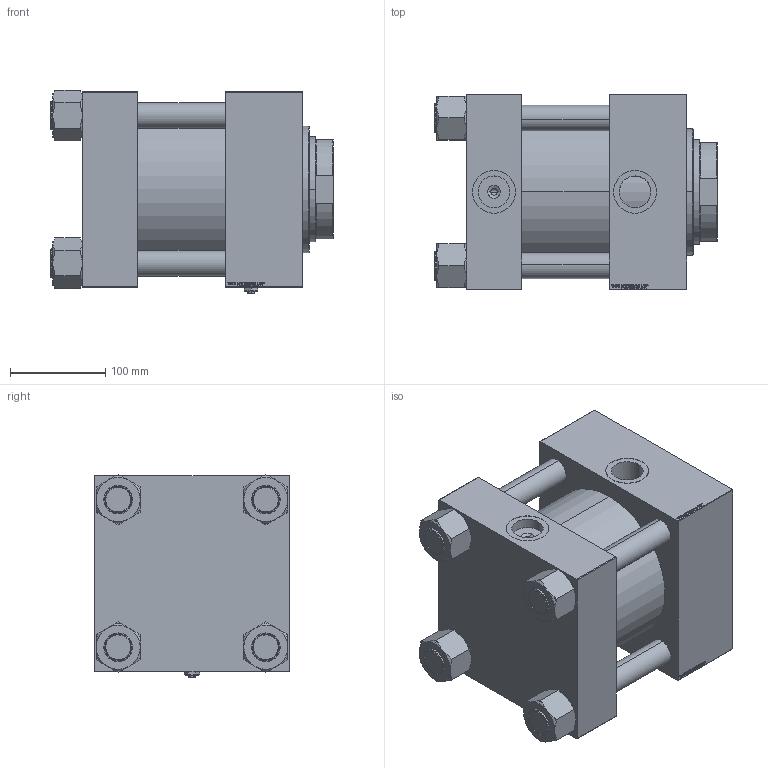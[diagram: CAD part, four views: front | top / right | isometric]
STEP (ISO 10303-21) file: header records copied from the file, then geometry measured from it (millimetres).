
FILE_DESCRIPTION (( 'STEP AP203' ), '1' );
FILE_NAME ('0b25.STEP', '2022-04-14T16:14:48', ( '' ), ( '' ), 'SwSTEP 2.0', 'SolidWorks 2019', '' );
FILE_SCHEMA (( 'CONFIG_CONTROL_DESIGN' ));
Length unit declared in the file: millimetre
Products named in the file (7): 0b25; V215CR_C_Body 8caf713c3a1be3af09a8136fab67c933; V215CR_VCP_C 8caf713c3a1be3af09a8136fab67c933; V215CR_C_TYCINKA 8caf713c3a1be3af09a8136fab67c933; NUT_M5_C 8caf713c3a1be3af09a8136fab67c933; Zatka_pro_OIL_PORT 8caf713c3a1be3af09a8136fab67c933; V215_VC_A 8caf713c3a1be3af09a8136fab67c933
Assembly tree (12 placements, depth 2):
  0b25
    V215CR_C_Body 8caf713c3a1be3af09a8136fab67c933
    V215CR_VCP_C 8caf713c3a1be3af09a8136fab67c933
    NUT_M5_C 8caf713c3a1be3af09a8136fab67c933  x4
    V215CR_C_TYCINKA 8caf713c3a1be3af09a8136fab67c933  x4
    V215_VC_A 8caf713c3a1be3af09a8136fab67c933
    Zatka_pro_OIL_PORT 8caf713c3a1be3af09a8136fab67c933
Bounding box: 296 x 205 x 213.57 mm (x, y, z)
Volume: 7613522.6 mm3; surface area: 723753.5 mm2
Topology: 12 solids, 12 shells, 1249 faces, 3155 edges, 2051 vertices
Faces by surface type: plane 599, bspline 392, cone 156, cylinder 94, torus 8
Entity records: 52594 total; most frequent: CARTESIAN_POINT 27857, ORIENTED_EDGE 5574, DIRECTION 3599, EDGE_CURVE 2787, VERTEX_POINT 1829, LINE 1657, VECTOR 1657, EDGE_LOOP 1228
